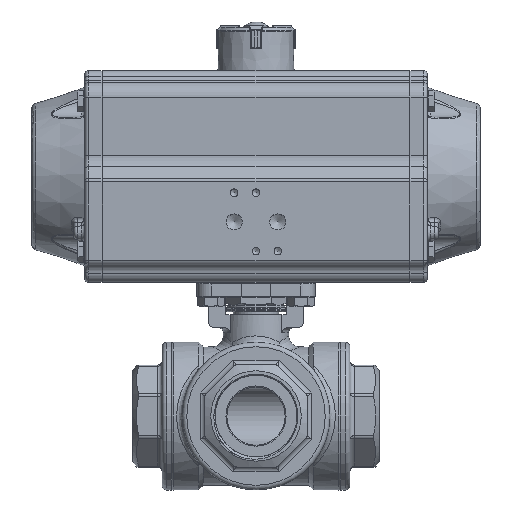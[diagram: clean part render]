
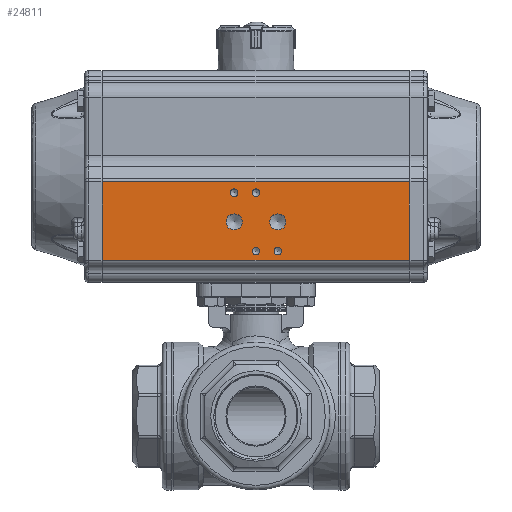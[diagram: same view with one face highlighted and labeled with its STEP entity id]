
A CAD part, top view. The second image highlights one B-rep face of the part: STEP entity #24811.
In plain terms, the highlighted face is planar.
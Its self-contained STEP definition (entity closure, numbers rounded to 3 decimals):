
#962=PLANE('',#27084);
#2925=LINE('',#77519,#4659);
#2926=LINE('',#77523,#4660);
#2927=LINE('',#77525,#4661);
#2928=LINE('',#77527,#4662);
#4659=VECTOR('',#32658,1000.);
#4660=VECTOR('',#32663,1000.);
#4661=VECTOR('',#32664,1000.);
#4662=VECTOR('',#32665,1000.);
#12538=ORIENTED_EDGE('',*,*,#16452,.F.);
#12539=ORIENTED_EDGE('',*,*,#16454,.T.);
#12540=ORIENTED_EDGE('',*,*,#16455,.T.);
#12541=ORIENTED_EDGE('',*,*,#16456,.T.);
#12542=ORIENTED_EDGE('',*,*,#15709,.F.);
#12543=ORIENTED_EDGE('',*,*,#15707,.F.);
#12544=ORIENTED_EDGE('',*,*,#15705,.F.);
#12545=ORIENTED_EDGE('',*,*,#15703,.F.);
#12546=ORIENTED_EDGE('',*,*,#15701,.F.);
#12547=ORIENTED_EDGE('',*,*,#15699,.F.);
#15699=EDGE_CURVE('',#18390,#18390,#19423,.T.);
#15701=EDGE_CURVE('',#18393,#18393,#19425,.T.);
#15703=EDGE_CURVE('',#18396,#18396,#19427,.T.);
#15705=EDGE_CURVE('',#18399,#18399,#19429,.T.);
#15707=EDGE_CURVE('',#18402,#18402,#19431,.T.);
#15709=EDGE_CURVE('',#18405,#18405,#19433,.T.);
#16452=EDGE_CURVE('',#18911,#18912,#2925,.T.);
#16454=EDGE_CURVE('',#18911,#18913,#2926,.T.);
#16455=EDGE_CURVE('',#18913,#18914,#2927,.T.);
#16456=EDGE_CURVE('',#18914,#18912,#2928,.T.);
#18390=VERTEX_POINT('',#71214);
#18393=VERTEX_POINT('',#71221);
#18396=VERTEX_POINT('',#71228);
#18399=VERTEX_POINT('',#71235);
#18402=VERTEX_POINT('',#71242);
#18405=VERTEX_POINT('',#71249);
#18911=VERTEX_POINT('',#77518);
#18912=VERTEX_POINT('',#77520);
#18913=VERTEX_POINT('',#77524);
#18914=VERTEX_POINT('',#77526);
#19423=CIRCLE('',#26455,2.1);
#19425=CIRCLE('',#26459,2.1);
#19427=CIRCLE('',#26463,2.1);
#19429=CIRCLE('',#26467,2.1);
#19431=CIRCLE('',#26471,4.4);
#19433=CIRCLE('',#26475,4.4);
#21434=EDGE_LOOP('',(#12538,#12539,#12540,#12541));
#21435=EDGE_LOOP('',(#12542));
#21436=EDGE_LOOP('',(#12543));
#21437=EDGE_LOOP('',(#12544));
#21438=EDGE_LOOP('',(#12545));
#21439=EDGE_LOOP('',(#12546));
#21440=EDGE_LOOP('',(#12547));
#23199=FACE_BOUND('',#21434,.T.);
#23200=FACE_BOUND('',#21435,.T.);
#23201=FACE_BOUND('',#21436,.T.);
#23202=FACE_BOUND('',#21437,.T.);
#23203=FACE_BOUND('',#21438,.T.);
#23204=FACE_BOUND('',#21439,.T.);
#23205=FACE_BOUND('',#21440,.T.);
#24811=ADVANCED_FACE('',(#23199,#23200,#23201,#23202,#23203,#23204,#23205),
#962,.F.);
#26455=AXIS2_PLACEMENT_3D('',#71213,#31170,#31171);
#26459=AXIS2_PLACEMENT_3D('',#71220,#31178,#31179);
#26463=AXIS2_PLACEMENT_3D('',#71227,#31186,#31187);
#26467=AXIS2_PLACEMENT_3D('',#71234,#31194,#31195);
#26471=AXIS2_PLACEMENT_3D('',#71241,#31202,#31203);
#26475=AXIS2_PLACEMENT_3D('',#71248,#31210,#31211);
#27084=AXIS2_PLACEMENT_3D('',#77522,#32661,#32662);
#31170=DIRECTION('',(-1.,0.,0.));
#31171=DIRECTION('',(0.,0.,1.));
#31178=DIRECTION('',(-1.,0.,0.));
#31179=DIRECTION('',(0.,0.,1.));
#31186=DIRECTION('',(-1.,0.,0.));
#31187=DIRECTION('',(0.,0.,1.));
#31194=DIRECTION('',(-1.,0.,0.));
#31195=DIRECTION('',(0.,0.,1.));
#31202=DIRECTION('',(-1.,0.,0.));
#31203=DIRECTION('',(0.,0.,1.));
#31210=DIRECTION('',(-1.,0.,0.));
#31211=DIRECTION('',(0.,0.,1.));
#32658=DIRECTION('',(0.,0.,-1.));
#32661=DIRECTION('',(1.,0.,0.));
#32662=DIRECTION('',(0.,1.,0.));
#32663=DIRECTION('',(0.,1.,0.));
#32664=DIRECTION('',(0.,0.,-1.));
#32665=DIRECTION('',(0.,-1.,0.));
#71213=CARTESIAN_POINT('',(-58.5,-41.,12.));
#71214=CARTESIAN_POINT('',(-58.5,-41.,14.1));
#71220=CARTESIAN_POINT('',(-58.5,-41.,0.));
#71221=CARTESIAN_POINT('',(-58.5,-41.,2.1));
#71227=CARTESIAN_POINT('',(-58.5,-9.,0.));
#71228=CARTESIAN_POINT('',(-58.5,-9.,2.1));
#71234=CARTESIAN_POINT('',(-58.5,-9.,-12.));
#71235=CARTESIAN_POINT('',(-58.5,-9.,-9.9));
#71241=CARTESIAN_POINT('',(-58.5,-25.,-12.));
#71242=CARTESIAN_POINT('',(-58.5,-25.,-7.6));
#71248=CARTESIAN_POINT('',(-58.5,-25.,12.));
#71249=CARTESIAN_POINT('',(-58.5,-25.,16.4));
#77518=CARTESIAN_POINT('',(-58.5,-46.,84.));
#77519=CARTESIAN_POINT('',(-58.5,-46.,84.5));
#77520=CARTESIAN_POINT('',(-58.5,-46.,-84.));
#77522=CARTESIAN_POINT('',(-58.5,-3.052,84.5));
#77523=CARTESIAN_POINT('',(-58.5,-3.052,84.));
#77524=CARTESIAN_POINT('',(-58.5,-3.052,84.));
#77525=CARTESIAN_POINT('',(-58.5,-3.052,84.5));
#77526=CARTESIAN_POINT('',(-58.5,-3.052,-84.));
#77527=CARTESIAN_POINT('',(-58.5,-3.052,-84.));
